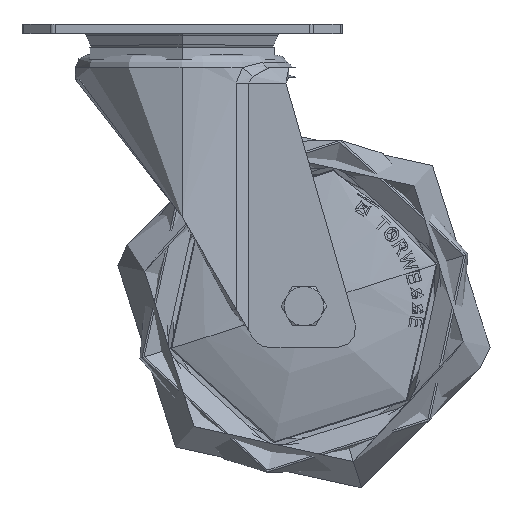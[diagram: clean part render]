
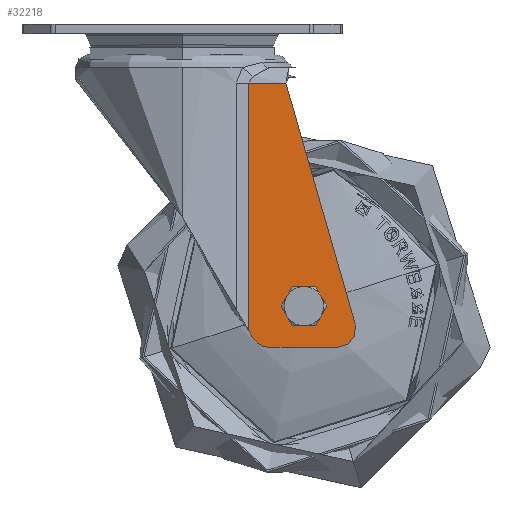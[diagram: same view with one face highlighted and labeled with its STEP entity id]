
A CAD part, top view. The second image highlights one B-rep face of the part: STEP entity #32218.
In plain terms, the highlighted planar face has unit normal (0, 0, 1).
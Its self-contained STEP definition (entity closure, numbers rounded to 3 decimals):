
#620 = ORIENTED_EDGE ( 'NONE', *, *, #38235, .T. ) ;
#883 = CARTESIAN_POINT ( 'NONE',  ( 23.32, -103.03, 29. ) ) ;
#909 = DIRECTION ( 'NONE',  ( 0., 0., 1. ) ) ;
#1115 = DIRECTION ( 'NONE',  ( 1., 0., 0. ) ) ;
#1357 = CARTESIAN_POINT ( 'NONE',  ( 35.9, -92.5, 29. ) ) ;
#1648 = CARTESIAN_POINT ( 'NONE',  ( 51.032, -100.002, 29. ) ) ;
#2208 = EDGE_CURVE ( 'NONE', #12486, #16822, #27776, .T. ) ;
#3219 = EDGE_LOOP ( 'NONE', ( #26811, #36224 ) ) ;
#3380 = DIRECTION ( 'NONE',  ( 0.276, -0.961, 0. ) ) ;
#3464 = ORIENTED_EDGE ( 'NONE', *, *, #4837, .F. ) ;
#3480 = CIRCLE ( 'NONE', #4127, 4.1 ) ;
#3804 = EDGE_CURVE ( 'NONE', #15820, #42682, #12478, .T. ) ;
#3848 = VERTEX_POINT ( 'NONE', #22893 ) ;
#3890 = VERTEX_POINT ( 'NONE', #883 ) ;
#4099 = CARTESIAN_POINT ( 'NONE',  ( 51.205, -105.999, 29. ) ) ;
#4127 = AXIS2_PLACEMENT_3D ( 'NONE', #16092, #25694, #9150 ) ;
#4689 = EDGE_CURVE ( 'NONE', #26358, #33594, #21486, .T. ) ;
#4837 = EDGE_CURVE ( 'NONE', #3848, #26358, #23343, .T. ) ;
#5330 = CARTESIAN_POINT ( 'NONE',  ( 21.909, -100.616, 29. ) ) ;
#6215 = ORIENTED_EDGE ( 'NONE', *, *, #3804, .T. ) ;
#6860 = VECTOR ( 'NONE', #18334, 1000. ) ;
#7087 = EDGE_CURVE ( 'NONE', #16890, #27535, #3480, .T. ) ;
#8314 = CARTESIAN_POINT ( 'NONE',  ( 23.32, -103.03, 29. ) ) ;
#8708 = CARTESIAN_POINT ( 'NONE',  ( 51.032, -100.002, 29. ) ) ;
#8931 = DIRECTION ( 'NONE',  ( 0., 0., -1. ) ) ;
#9150 = DIRECTION ( 'NONE',  ( -1., 0., 0. ) ) ;
#9451 = CARTESIAN_POINT ( 'NONE',  ( 21.909, -19.3, 29. ) ) ;
#9575 = DIRECTION ( 'NONE',  ( 0.029, -1., 0. ) ) ;
#9909 = EDGE_CURVE ( 'NONE', #27535, #16890, #12204, .T. ) ;
#10661 = CARTESIAN_POINT ( 'NONE',  ( 28.5, -100.002, 29. ) ) ;
#10736 = AXIS2_PLACEMENT_3D ( 'NONE', #10661, #30398, #14070 ) ;
#11288 = CARTESIAN_POINT ( 'NONE',  ( 28.5, -106.002, 29. ) ) ;
#12204 = CIRCLE ( 'NONE', #21201, 4.1 ) ;
#12262 = CARTESIAN_POINT ( 'NONE',  ( 28.5, -106.002, 29. ) ) ;
#12478 = LINE ( 'NONE', #12262, #6860 ) ;
#12486 = VERTEX_POINT ( 'NONE', #42066 ) ;
#12673 = CARTESIAN_POINT ( 'NONE',  ( 40., -92.5, 29. ) ) ;
#13463 = CARTESIAN_POINT ( 'NONE',  ( 44.1, -92.5, 29. ) ) ;
#14070 = DIRECTION ( 'NONE',  ( 0., -1., 0. ) ) ;
#14834 = CIRCLE ( 'NONE', #10736, 6. ) ;
#14851 = B_SPLINE_CURVE_WITH_KNOTS ( 'NONE', 3,
 ( #39604, #26372, #19190, #35671 ),
 .UNSPECIFIED., .F., .F.,
 ( 4, 4 ),
 ( 0., 1. ),
 .UNSPECIFIED. ) ;
#15820 = VERTEX_POINT ( 'NONE', #11288 ) ;
#15930 = FACE_BOUND ( 'NONE', #3219, .T. ) ;
#15965 = CARTESIAN_POINT ( 'NONE',  ( 21.909, -19.3, 29. ) ) ;
#16092 = CARTESIAN_POINT ( 'NONE',  ( 40., -92.5, 29. ) ) ;
#16246 = CARTESIAN_POINT ( 'NONE',  ( 51.032, -106.002, 29. ) ) ;
#16822 = VERTEX_POINT ( 'NONE', #15965 ) ;
#16890 = VERTEX_POINT ( 'NONE', #1357 ) ;
#17303 = VECTOR ( 'NONE', #3380, 1000. ) ;
#18142 = AXIS2_PLACEMENT_3D ( 'NONE', #24177, #909, #1115 ) ;
#18334 = DIRECTION ( 'NONE',  ( 1., 0., 0. ) ) ;
#19190 = CARTESIAN_POINT ( 'NONE',  ( 25.973, -19.3, 29. ) ) ;
#21201 = AXIS2_PLACEMENT_3D ( 'NONE', #12673, #31864, #29625 ) ;
#21486 = CIRCLE ( 'NONE', #32584, 6. ) ;
#22893 = CARTESIAN_POINT ( 'NONE',  ( 34.101, -19.3, 29. ) ) ;
#23343 = LINE ( 'NONE', #38996, #17303 ) ;
#24177 = CARTESIAN_POINT ( 'NONE',  ( 0., -99.409, 29. ) ) ;
#24660 = CIRCLE ( 'NONE', #28802, 6. ) ;
#25087 = CARTESIAN_POINT ( 'NONE',  ( 56.799, -98.346, 29. ) ) ;
#25694 = DIRECTION ( 'NONE',  ( 0., 0., 1. ) ) ;
#26358 = VERTEX_POINT ( 'NONE', #25087 ) ;
#26372 = CARTESIAN_POINT ( 'NONE',  ( 30.037, -19.3, 29. ) ) ;
#26811 = ORIENTED_EDGE ( 'NONE', *, *, #7087, .F. ) ;
#26828 = ORIENTED_EDGE ( 'NONE', *, *, #33506, .F. ) ;
#26913 = ORIENTED_EDGE ( 'NONE', *, *, #36101, .F. ) ;
#27535 = VERTEX_POINT ( 'NONE', #13463 ) ;
#27776 = B_SPLINE_CURVE_WITH_KNOTS ( 'NONE', 3,
 ( #5330, #39202, #32654, #9451 ),
 .UNSPECIFIED., .F., .F.,
 ( 4, 4 ),
 ( 0., 1. ),
 .UNSPECIFIED. ) ;
#28077 = CARTESIAN_POINT ( 'NONE',  ( 22.379, -101.421, 29. ) ) ;
#28802 = AXIS2_PLACEMENT_3D ( 'NONE', #8708, #8931, #9575 ) ;
#29625 = DIRECTION ( 'NONE',  ( 1., 0., 0. ) ) ;
#29647 = DIRECTION ( 'NONE',  ( 0.029, -1., 0. ) ) ;
#30398 = DIRECTION ( 'NONE',  ( 0., 0., -1. ) ) ;
#30603 = EDGE_CURVE ( 'NONE', #15820, #3890, #14834, .T. ) ;
#31614 = ORIENTED_EDGE ( 'NONE', *, *, #4689, .F. ) ;
#31864 = DIRECTION ( 'NONE',  ( 0., 0., 1. ) ) ;
#32218 = ADVANCED_FACE ( 'NONE', ( #15930, #36111 ), #32828, .T. ) ;
#32584 = AXIS2_PLACEMENT_3D ( 'NONE', #1648, #42489, #29647 ) ;
#32654 = CARTESIAN_POINT ( 'NONE',  ( 21.909, -46.405, 29. ) ) ;
#32828 = PLANE ( 'NONE',  #18142 ) ;
#33506 = EDGE_CURVE ( 'NONE', #33594, #42682, #24660, .T. ) ;
#33594 = VERTEX_POINT ( 'NONE', #4099 ) ;
#35005 = CARTESIAN_POINT ( 'NONE',  ( 21.909, -100.616, 29. ) ) ;
#35073 = ORIENTED_EDGE ( 'NONE', *, *, #2208, .F. ) ;
#35358 = ORIENTED_EDGE ( 'NONE', *, *, #30603, .F. ) ;
#35671 = CARTESIAN_POINT ( 'NONE',  ( 21.909, -19.3, 29. ) ) ;
#36101 = EDGE_CURVE ( 'NONE', #3890, #12486, #36204, .T. ) ;
#36111 = FACE_OUTER_BOUND ( 'NONE', #40758, .T. ) ;
#36204 = B_SPLINE_CURVE_WITH_KNOTS ( 'NONE', 3,
 ( #8314, #41320, #28077, #35005 ),
 .UNSPECIFIED., .F., .F.,
 ( 4, 4 ),
 ( 0., 1. ),
 .UNSPECIFIED. ) ;
#36224 = ORIENTED_EDGE ( 'NONE', *, *, #9909, .F. ) ;
#38235 = EDGE_CURVE ( 'NONE', #3848, #16822, #14851, .T. ) ;
#38996 = CARTESIAN_POINT ( 'NONE',  ( 34.101, -19.3, 29. ) ) ;
#39202 = CARTESIAN_POINT ( 'NONE',  ( 21.909, -73.511, 29. ) ) ;
#39604 = CARTESIAN_POINT ( 'NONE',  ( 34.101, -19.3, 29. ) ) ;
#40758 = EDGE_LOOP ( 'NONE', ( #26913, #35358, #6215, #26828, #31614, #3464, #620, #35073 ) ) ;
#41320 = CARTESIAN_POINT ( 'NONE',  ( 22.85, -102.225, 29. ) ) ;
#42066 = CARTESIAN_POINT ( 'NONE',  ( 21.909, -100.616, 29. ) ) ;
#42489 = DIRECTION ( 'NONE',  ( 0., 0., -1. ) ) ;
#42682 = VERTEX_POINT ( 'NONE', #16246 ) ;
